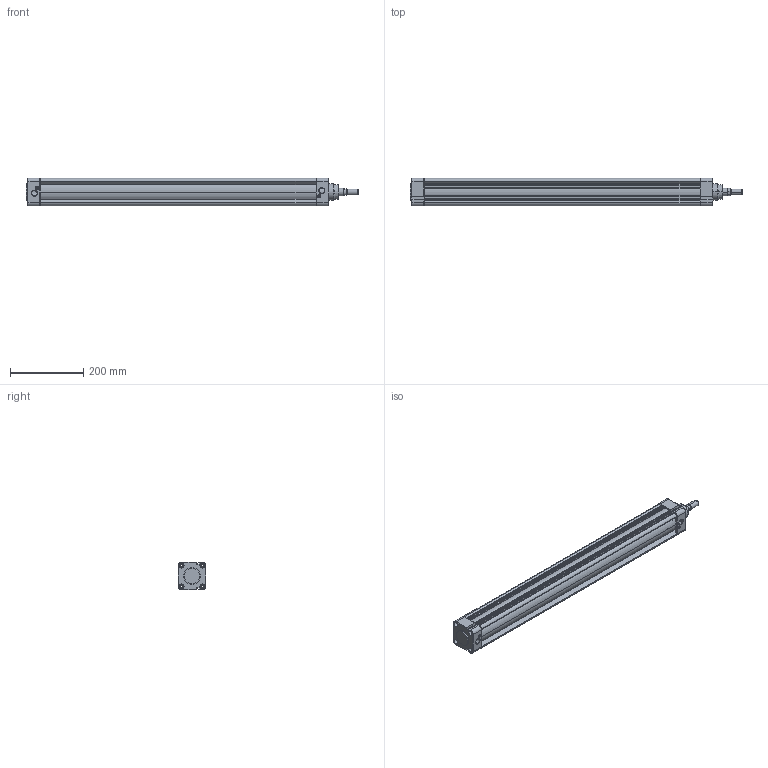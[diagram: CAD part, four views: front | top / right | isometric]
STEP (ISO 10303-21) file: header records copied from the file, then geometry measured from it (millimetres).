
FILE_DESCRIPTION (( 'STEP AP214' ), '1' );
FILE_NAME ('DMCA063-0700.STEP', '2020-08-27T07:15:46', ( '' ), ( '' ), 'SwSTEP 2.0', 'SolidWorks 2020', '' );
FILE_SCHEMA (( 'AUTOMOTIVE_DESIGN' ));
Length unit declared in the file: millimetre
Products named in the file (1): DMCA063-0700
Bounding box: 904.76 x 76 x 76 mm (x, y, z)
Surface area: 631518.1 mm2 (no closed solid volume)
Topology: 0 solids, 6 shells, 684 faces, 1682 edges, 1012 vertices
Faces by surface type: cylinder 269, plane 159, torus 130, cone 78, sphere 40, bspline 8
Entity records: 28706 total; most frequent: CARTESIAN_POINT 4741, DIRECTION 3748, ORIENTED_EDGE 3274, EDGE_CURVE 1640, AXIS2_PLACEMENT_3D 1539, VERTEX_POINT 996, CIRCLE 862, EDGE_LOOP 756
